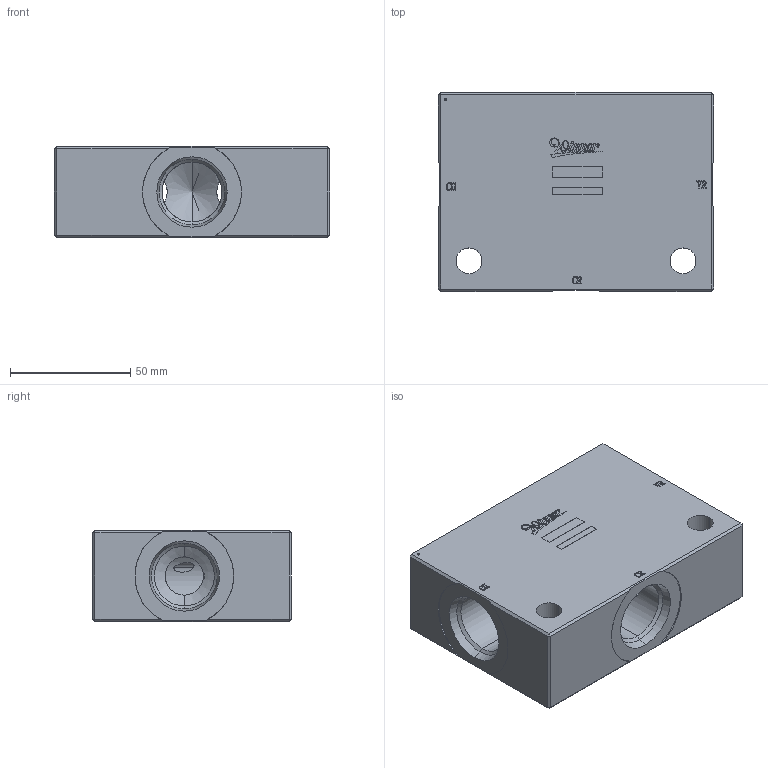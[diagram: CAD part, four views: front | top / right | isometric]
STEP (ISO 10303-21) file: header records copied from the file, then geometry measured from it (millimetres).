
FILE_DESCRIPTION (( 'STEP AP203' ), '1' );
FILE_NAME ('ML-100-GCW-2A3-2A3-S12-Z01.STEP', '2026-02-26T03:36:07', ( '' ), ( '' ), 'SwSTEP 2.0', 'SolidWorks 2018', '' );
FILE_SCHEMA (( 'CONFIG_CONTROL_DESIGN' ));
Length unit declared in the file: millimetre
Products named in the file (1): ML-100-GCW-2A3-2A3-S12-Z01
Bounding box: 114.3 x 82.6 x 38.1 mm (x, y, z)
Volume: 250872.4 mm3; surface area: 49952.2 mm2
Topology: 1 solids, 1 shells, 497 faces, 1352 edges, 868 vertices
Faces by surface type: cylinder 191, plane 180, bspline 74, cone 44, torus 8
Entity records: 18643 total; most frequent: CARTESIAN_POINT 6250, ORIENTED_EDGE 2688, DIRECTION 2430, EDGE_CURVE 1344, VERTEX_POINT 868, AXIS2_PLACEMENT_3D 838, VECTOR 754, LINE 754
